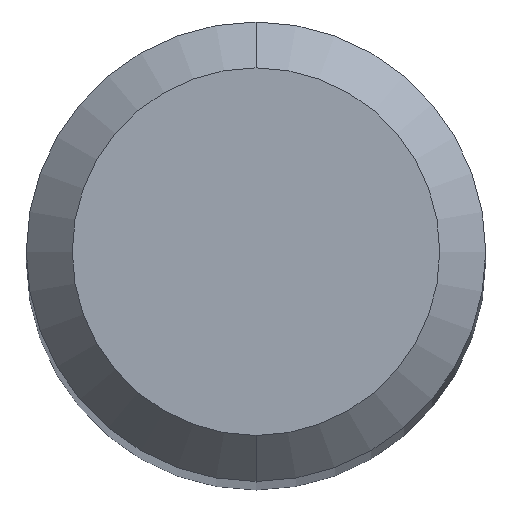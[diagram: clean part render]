
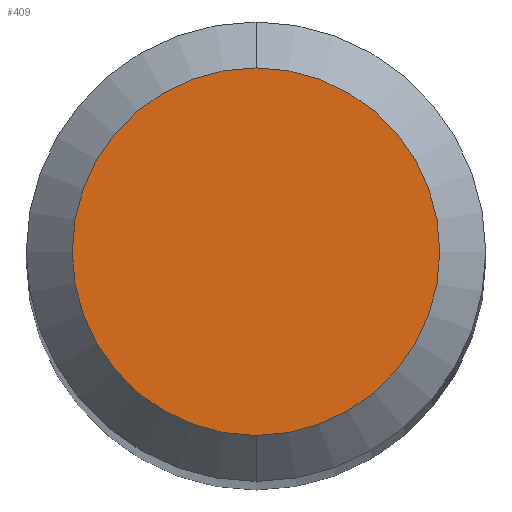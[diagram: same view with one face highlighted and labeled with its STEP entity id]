
A CAD part, top view. The second image highlights one B-rep face of the part: STEP entity #409.
In plain terms, the highlighted planar face has unit normal (0, 0, 1).
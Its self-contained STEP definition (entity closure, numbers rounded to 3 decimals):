
#217=EDGE_CURVE('',#305,#385,#512,.T.);
#227=EDGE_CURVE('',#385,#305,#522,.T.);
#305=VERTEX_POINT('',#609);
#385=VERTEX_POINT('',#698);
#409=ADVANCED_FACE('',(#724),#725,.T.);
#512=CIRCLE('',#917,1.2);
#522=CIRCLE('',#932,1.2);
#609=CARTESIAN_POINT('',(0.0,1.2,0.0));
#698=CARTESIAN_POINT('',(0.,-1.2,0.0));
#724=FACE_OUTER_BOUND('',#1322,.T.);
#725=PLANE('',#1323);
#917=AXIS2_PLACEMENT_3D('',#1439,#1440,#1441);
#932=AXIS2_PLACEMENT_3D('',#1449,#1450,#1451);
#1322=EDGE_LOOP('',(#1673,#1674));
#1323=AXIS2_PLACEMENT_3D('',#1675,#1676,#1677);
#1439=CARTESIAN_POINT('',(0.0,0.0,0.0));
#1440=DIRECTION('',(0.0,0.0,-1.0));
#1441=DIRECTION('',(0.0,1.0,0.0));
#1449=CARTESIAN_POINT('',(0.0,0.0,0.0));
#1450=DIRECTION('',(0.0,0.0,-1.0));
#1451=DIRECTION('',(0.0,1.0,0.0));
#1673=ORIENTED_EDGE('',*,*,#217,.F.);
#1674=ORIENTED_EDGE('',*,*,#227,.F.);
#1675=CARTESIAN_POINT('',(0.0,0.6,0.0));
#1676=DIRECTION('',(-0.0,0.0,1.0));
#1677=DIRECTION('',(0.0,-1.0,0.0));
